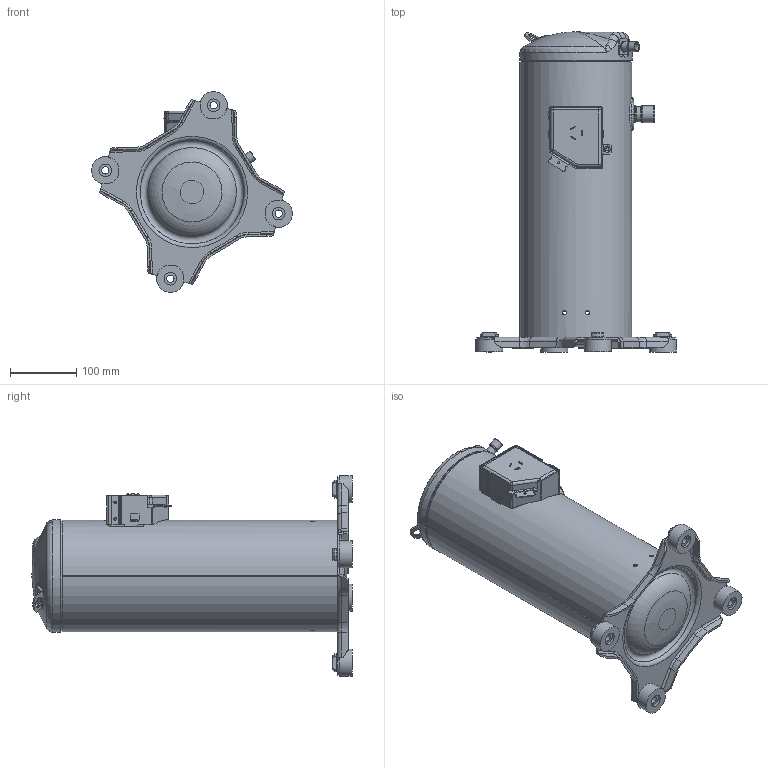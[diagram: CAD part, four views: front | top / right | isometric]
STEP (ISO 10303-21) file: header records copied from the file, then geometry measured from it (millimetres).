
FILE_DESCRIPTION(/* description */ (''),/* implementation_level */ '2;1');
FILE_NAME(/* name */ 'RCM045E4LB7HA.stp',/* time_stamp */ '2022-08-19T11:22:33+03:00',/* author */ ('U403152'),/* organization */ (''),/* preprocessor_version */ 'ST-DEVELOPER v18.1',/* originating_system */ 'Autodesk Inventor 2020',/* authorisation */ '');
FILE_SCHEMA (('AUTOMOTIVE_DESIGN { 1 0 10303 214 3 1 1 }'));
Length unit declared in the file: millimetre
Products named in the file (1): Part1
Bounding box: 302.4 x 482.5 x 302.4 mm (x, y, z)
Volume: 1093727 mm3; surface area: 766513.8 mm2
Topology: 1 solids, 3 shells, 838 faces, 2261 edges, 1481 vertices
Faces by surface type: plane 320, cylinder 249, bspline 165, torus 65, cone 26, sphere 13
Full cylindrical faces by diameter (mm): 3.18 x6, 3.2 x1, 4.5 x1, 5 x4, 6 x7, 7.5 x1, 11 x5, 12.5 x1, 12.97 x1, 13.6 x1, 15.27 x1, 16 x1, 16.8 x1, 18.3 x4, 19 x4, 19.2 x1, 19.25 x4, 20 x1, 20.6 x1, 22.2 x1, 22.35 x1, 22.47 x1, 23 x2, 25.05 x4, 25.26 x1, 25.3 x1, 25.35 x1, 26.2 x1, 26.7 x5, 28.26 x1
Entity records: 54703 total; most frequent: CARTESIAN_POINT 33897, ORIENTED_EDGE 4512, DIRECTION 4265, EDGE_CURVE 2258, AXIS2_PLACEMENT_3D 1673, VERTEX_POINT 1481, CIRCLE 959, EDGE_LOOP 947
